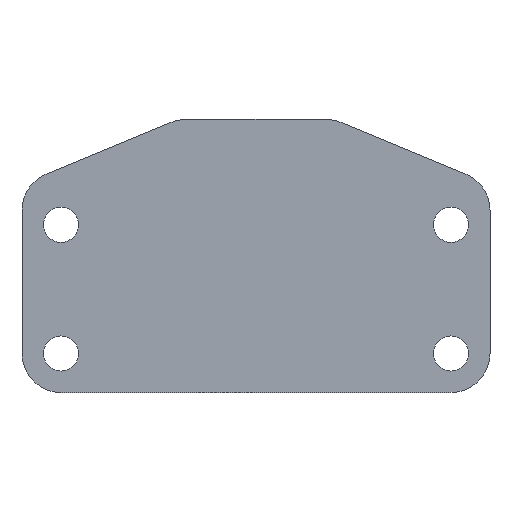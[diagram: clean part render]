
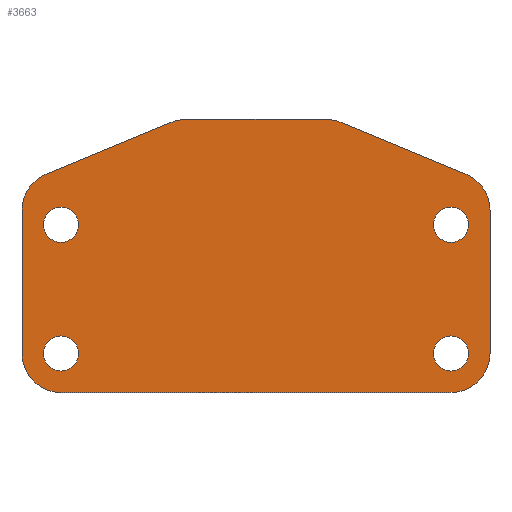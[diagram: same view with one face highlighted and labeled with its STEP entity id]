
A CAD part, front view. The second image highlights one B-rep face of the part: STEP entity #3663.
In plain terms, the highlighted planar face has unit normal (0, -1, 0).
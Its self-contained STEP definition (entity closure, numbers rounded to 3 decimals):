
#44=FACE_BOUND('',#1419,.T.);
#45=FACE_BOUND('',#1420,.T.);
#46=FACE_BOUND('',#1421,.T.);
#47=FACE_BOUND('',#1422,.T.);
#172=PLANE('',#4003);
#186=LINE('',#5136,#563);
#190=LINE('',#5145,#567);
#193=LINE('',#5153,#570);
#290=LINE('',#5436,#667);
#293=LINE('',#5444,#670);
#296=LINE('',#5452,#673);
#563=VECTOR('',#4093,36.022);
#567=VECTOR('',#4103,34.625);
#570=VECTOR('',#4112,36.75);
#667=VECTOR('',#4303,100.);
#670=VECTOR('',#4312,36.75);
#673=VECTOR('',#4321,34.625);
#1191=FACE_OUTER_BOUND('',#1418,.T.);
#1418=EDGE_LOOP('',(#3444,#3445,#3446,#3447,#3448,#3449,#3450,#3451,#3452,
#3453,#3454,#3455));
#1419=EDGE_LOOP('',(#3456));
#1420=EDGE_LOOP('',(#3457));
#1421=EDGE_LOOP('',(#3458));
#1422=EDGE_LOOP('',(#3459));
#1447=CIRCLE('',#3704,10.);
#1448=CIRCLE('',#3707,10.);
#1449=CIRCLE('',#3710,10.);
#1493=CIRCLE('',#3757,10.);
#1494=CIRCLE('',#3760,10.);
#1495=CIRCLE('',#3763,10.);
#1498=CIRCLE('',#3769,4.5);
#1501=CIRCLE('',#3775,4.5);
#1504=CIRCLE('',#3781,4.5);
#1507=CIRCLE('',#3787,4.5);
#1587=VERTEX_POINT('',#5133);
#1588=VERTEX_POINT('',#5135);
#1589=VERTEX_POINT('',#5139);
#1590=VERTEX_POINT('',#5143);
#1591=VERTEX_POINT('',#5147);
#1592=VERTEX_POINT('',#5151);
#1593=VERTEX_POINT('',#5155);
#1731=VERTEX_POINT('',#5434);
#1732=VERTEX_POINT('',#5438);
#1733=VERTEX_POINT('',#5442);
#1734=VERTEX_POINT('',#5446);
#1735=VERTEX_POINT('',#5450);
#1738=VERTEX_POINT('',#5462);
#1741=VERTEX_POINT('',#5471);
#1744=VERTEX_POINT('',#5480);
#1747=VERTEX_POINT('',#5489);
#1946=EDGE_CURVE('',#1587,#1588,#186,.T.);
#1949=EDGE_CURVE('',#1589,#1587,#1447,.T.);
#1951=EDGE_CURVE('',#1590,#1589,#190,.T.);
#1953=EDGE_CURVE('',#1591,#1590,#1448,.T.);
#1955=EDGE_CURVE('',#1592,#1591,#193,.T.);
#1957=EDGE_CURVE('',#1593,#1592,#1449,.T.);
#2096=EDGE_CURVE('',#1731,#1593,#290,.T.);
#2098=EDGE_CURVE('',#1732,#1731,#1493,.T.);
#2100=EDGE_CURVE('',#1733,#1732,#293,.T.);
#2102=EDGE_CURVE('',#1734,#1733,#1494,.T.);
#2104=EDGE_CURVE('',#1735,#1734,#296,.T.);
#2105=EDGE_CURVE('',#1588,#1735,#1495,.T.);
#2108=EDGE_CURVE('',#1738,#1738,#1498,.T.);
#2111=EDGE_CURVE('',#1741,#1741,#1501,.T.);
#2114=EDGE_CURVE('',#1744,#1744,#1504,.T.);
#2117=EDGE_CURVE('',#1747,#1747,#1507,.T.);
#3444=ORIENTED_EDGE('',*,*,#1957,.F.);
#3445=ORIENTED_EDGE('',*,*,#2096,.F.);
#3446=ORIENTED_EDGE('',*,*,#2098,.F.);
#3447=ORIENTED_EDGE('',*,*,#2100,.F.);
#3448=ORIENTED_EDGE('',*,*,#2102,.F.);
#3449=ORIENTED_EDGE('',*,*,#2104,.F.);
#3450=ORIENTED_EDGE('',*,*,#2105,.F.);
#3451=ORIENTED_EDGE('',*,*,#1946,.F.);
#3452=ORIENTED_EDGE('',*,*,#1949,.F.);
#3453=ORIENTED_EDGE('',*,*,#1951,.F.);
#3454=ORIENTED_EDGE('',*,*,#1953,.F.);
#3455=ORIENTED_EDGE('',*,*,#1955,.F.);
#3456=ORIENTED_EDGE('',*,*,#2108,.T.);
#3457=ORIENTED_EDGE('',*,*,#2111,.T.);
#3458=ORIENTED_EDGE('',*,*,#2114,.T.);
#3459=ORIENTED_EDGE('',*,*,#2117,.T.);
#3663=ADVANCED_FACE('',(#1191,#44,#45,#46,#47),#172,.F.);
#3704=AXIS2_PLACEMENT_3D('',#5141,#4098,#4099);
#3707=AXIS2_PLACEMENT_3D('',#5149,#4107,#4108);
#3710=AXIS2_PLACEMENT_3D('',#5157,#4116,#4117);
#3757=AXIS2_PLACEMENT_3D('',#5440,#4307,#4308);
#3760=AXIS2_PLACEMENT_3D('',#5448,#4316,#4317);
#3763=AXIS2_PLACEMENT_3D('',#5454,#4324,#4325);
#3769=AXIS2_PLACEMENT_3D('',#5463,#4336,#4337);
#3775=AXIS2_PLACEMENT_3D('',#5472,#4348,#4349);
#3781=AXIS2_PLACEMENT_3D('',#5481,#4360,#4361);
#3787=AXIS2_PLACEMENT_3D('',#5490,#4372,#4373);
#4003=AXIS2_PLACEMENT_3D('',#6120,#5057,#5058);
#4093=DIRECTION('',(1.,0.,0.));
#4098=DIRECTION('center_axis',(0.,1.,0.));
#4099=DIRECTION('ref_axis',(-0.195,0.,0.981));
#4103=DIRECTION('',(0.924,0.,0.383));
#4107=DIRECTION('center_axis',(0.,1.,0.));
#4108=DIRECTION('ref_axis',(-0.831,0.,0.556));
#4112=DIRECTION('',(0.,0.,1.));
#4116=DIRECTION('center_axis',(0.,1.,0.));
#4117=DIRECTION('ref_axis',(-0.707,0.,-0.707));
#4303=DIRECTION('',(-1.,0.,0.));
#4307=DIRECTION('center_axis',(0.,1.,0.));
#4308=DIRECTION('ref_axis',(0.707,0.,-0.707));
#4312=DIRECTION('',(0.,0.,-1.));
#4316=DIRECTION('center_axis',(0.,1.,0.));
#4317=DIRECTION('ref_axis',(0.831,0.,0.556));
#4321=DIRECTION('',(0.924,0.,-0.383));
#4324=DIRECTION('center_axis',(0.,1.,0.));
#4325=DIRECTION('ref_axis',(0.195,0.,0.981));
#4336=DIRECTION('center_axis',(0.,1.,0.));
#4337=DIRECTION('ref_axis',(-1.,0.,0.));
#4348=DIRECTION('center_axis',(0.,1.,0.));
#4349=DIRECTION('ref_axis',(-1.,0.,0.));
#4360=DIRECTION('center_axis',(0.,1.,0.));
#4361=DIRECTION('ref_axis',(-1.,0.,0.));
#4372=DIRECTION('center_axis',(0.,1.,0.));
#4373=DIRECTION('ref_axis',(-1.,0.,0.));
#5057=DIRECTION('center_axis',(0.,1.,0.));
#5058=DIRECTION('ref_axis',(0.,0.,1.));
#5133=CARTESIAN_POINT('',(41.989,0.,0.));
#5135=CARTESIAN_POINT('',(78.011,0.,0.));
#5136=CARTESIAN_POINT('',(0.,0.,0.));
#5139=CARTESIAN_POINT('',(38.162,0.,-0.761));
#5141=CARTESIAN_POINT('Origin',(41.989,0.,-10.));
#5143=CARTESIAN_POINT('',(6.173,0.,-14.012));
#5145=CARTESIAN_POINT('',(32.348,0.,-3.169));
#5147=CARTESIAN_POINT('',(0.,0.,-23.25));
#5149=CARTESIAN_POINT('Origin',(10.,0.,-23.25));
#5151=CARTESIAN_POINT('',(0.,0.,-60.));
#5153=CARTESIAN_POINT('',(0.,0.,-70.));
#5155=CARTESIAN_POINT('',(10.,0.,-70.));
#5157=CARTESIAN_POINT('Origin',(10.,0.,-60.));
#5434=CARTESIAN_POINT('',(110.,0.,-70.));
#5436=CARTESIAN_POINT('',(120.,0.,-70.));
#5438=CARTESIAN_POINT('',(120.,0.,-60.));
#5440=CARTESIAN_POINT('Origin',(110.,0.,-60.));
#5442=CARTESIAN_POINT('',(120.,0.,-23.25));
#5444=CARTESIAN_POINT('',(120.,0.,0.));
#5446=CARTESIAN_POINT('',(113.827,0.,-14.012));
#5448=CARTESIAN_POINT('Origin',(110.,0.,-23.25));
#5450=CARTESIAN_POINT('',(81.838,0.,-0.761));
#5452=CARTESIAN_POINT('',(87.652,0.,-3.169));
#5454=CARTESIAN_POINT('Origin',(78.011,0.,-10.));
#5462=CARTESIAN_POINT('',(114.5,0.,-27.));
#5463=CARTESIAN_POINT('Origin',(110.,0.,-27.));
#5471=CARTESIAN_POINT('',(14.5,0.,-27.));
#5472=CARTESIAN_POINT('Origin',(10.,0.,-27.));
#5480=CARTESIAN_POINT('',(114.5,0.,-60.));
#5481=CARTESIAN_POINT('Origin',(110.,0.,-60.));
#5489=CARTESIAN_POINT('',(14.5,0.,-60.));
#5490=CARTESIAN_POINT('Origin',(10.,0.,-60.));
#6120=CARTESIAN_POINT('Origin',(60.,0.,-35.));
